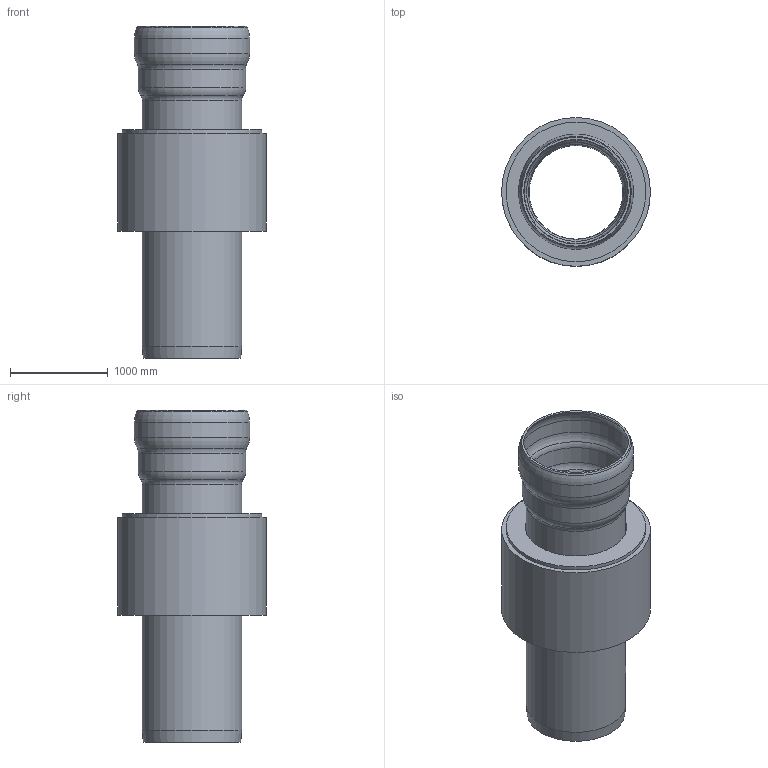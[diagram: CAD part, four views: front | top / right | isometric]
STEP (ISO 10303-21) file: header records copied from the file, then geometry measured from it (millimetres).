
FILE_DESCRIPTION(/* description */ (''),/* implementation_level */ '2;1');
FILE_NAME(/* name */ '08200.100X_3D.stp',/* time_stamp */ '2024-12-11T14:19:07+01:00',/* author */ ('CAD'),/* organization */ (''),/* preprocessor_version */ 'ST-DEVELOPER v20',/* originating_system */ 'AutoCAD Mechanical',/* authorisation */ '');
FILE_SCHEMA (('AUTOMOTIVE_DESIGN { 1 0 10303 214 3 1 1 }'));
Length unit declared in the file: centimetre
Products named in the file (2): Product; *S0
Assembly tree (1 placements, depth 2):
  Product
    *S0
Bounding box: 1524 x 1524 x 3400 mm (x, y, z)
Volume: 647418972.8 mm3; surface area: 33793456 mm2
Topology: 3 solids, 3 shells, 31 faces, 70 edges, 45 vertices
Faces by surface type: torus 11, cylinder 10, plane 6, cone 4
Full cylindrical faces by diameter (mm): 980 x1, 1020 x1, 1040 x1, 1060 x1, 1100 x1, 1140 x1, 1180 x1, 1348 x1, 1430 x1, 1524 x1
Entity records: 968 total; most frequent: DIRECTION 194, CARTESIAN_POINT 149, ORIENTED_EDGE 140, AXIS2_PLACEMENT_3D 90, EDGE_CURVE 70, CIRCLE 56, VERTEX_POINT 45, EDGE_LOOP 37
